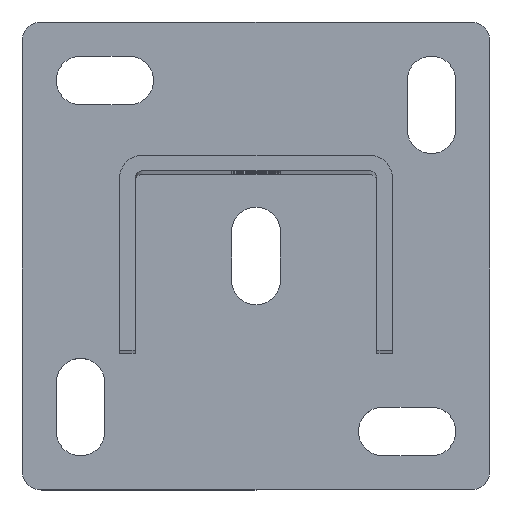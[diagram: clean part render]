
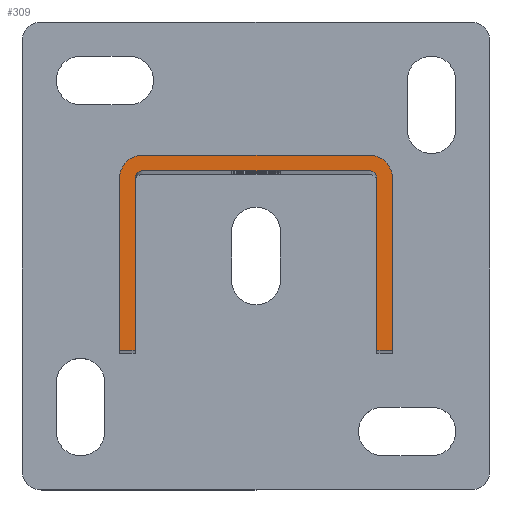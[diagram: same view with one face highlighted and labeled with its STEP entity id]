
A CAD part, top view. The second image highlights one B-rep face of the part: STEP entity #309.
In plain terms, the highlighted planar face has unit normal (0, 0, 1).
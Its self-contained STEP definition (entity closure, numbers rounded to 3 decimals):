
#9 = CARTESIAN_POINT ( 'NONE',  ( 35., 19., 508. ) ) ;
#36 = AXIS2_PLACEMENT_3D ( 'NONE', #1857, #5507, #4839 ) ;
#156 = LINE ( 'NONE', #2235, #3149 ) ;
#167 = EDGE_CURVE ( 'NONE', #2138, #6728, #1289, .T. ) ;
#309 = ADVANCED_FACE ( 'NONE', ( #1335 ), #2477, .F. ) ;
#321 = CARTESIAN_POINT ( 'NONE',  ( -31., 19., 508. ) ) ;
#368 = EDGE_LOOP ( 'NONE', ( #5412, #3978, #1784, #4658, #2922, #5270, #2480, #3912, #3179, #939, #6466, #2204 ) ) ;
#392 = CARTESIAN_POINT ( 'NONE',  ( -29., 21., 508. ) ) ;
#393 = LINE ( 'NONE', #1970, #1530 ) ;
#461 = CARTESIAN_POINT ( 'NONE',  ( -31., -25., 508. ) ) ;
#475 = EDGE_CURVE ( 'NONE', #794, #751, #839, .T. ) ;
#551 = CARTESIAN_POINT ( 'NONE',  ( 31., 19., 508. ) ) ;
#751 = VERTEX_POINT ( 'NONE', #3465 ) ;
#794 = VERTEX_POINT ( 'NONE', #6206 ) ;
#839 = CIRCLE ( 'NONE', #2261, 6. ) ;
#939 = ORIENTED_EDGE ( 'NONE', *, *, #6634, .T. ) ;
#955 = AXIS2_PLACEMENT_3D ( 'NONE', #4073, #4581, #1446 ) ;
#1037 = LINE ( 'NONE', #3671, #2176 ) ;
#1096 = DIRECTION ( 'NONE',  ( 0., -1., 0. ) ) ;
#1125 = VERTEX_POINT ( 'NONE', #1495 ) ;
#1289 = CIRCLE ( 'NONE', #3915, 2. ) ;
#1335 = FACE_OUTER_BOUND ( 'NONE', #368, .T. ) ;
#1366 = CARTESIAN_POINT ( 'NONE',  ( -29., 19., 508. ) ) ;
#1405 = DIRECTION ( 'NONE',  ( 1., 0., 0. ) ) ;
#1446 = DIRECTION ( 'NONE',  ( -1., 0., 0. ) ) ;
#1495 = CARTESIAN_POINT ( 'NONE',  ( 31., -25., 508. ) ) ;
#1530 = VECTOR ( 'NONE', #6727, 1000. ) ;
#1596 = EDGE_CURVE ( 'NONE', #3820, #6085, #156, .T. ) ;
#1722 = VERTEX_POINT ( 'NONE', #2905 ) ;
#1765 = VERTEX_POINT ( 'NONE', #321 ) ;
#1780 = EDGE_CURVE ( 'NONE', #1722, #794, #393, .T. ) ;
#1784 = ORIENTED_EDGE ( 'NONE', *, *, #6659, .F. ) ;
#1857 = CARTESIAN_POINT ( 'NONE',  ( -29., 19., 508. ) ) ;
#1865 = LINE ( 'NONE', #6546, #6425 ) ;
#1970 = CARTESIAN_POINT ( 'NONE',  ( -29., 25., 508. ) ) ;
#1978 = VECTOR ( 'NONE', #2551, 1000. ) ;
#2031 = EDGE_CURVE ( 'NONE', #6085, #6461, #3703, .T. ) ;
#2138 = VERTEX_POINT ( 'NONE', #2325 ) ;
#2176 = VECTOR ( 'NONE', #1096, 1000. ) ;
#2204 = ORIENTED_EDGE ( 'NONE', *, *, #167, .T. ) ;
#2235 = CARTESIAN_POINT ( 'NONE',  ( -31., -25., 508. ) ) ;
#2261 = AXIS2_PLACEMENT_3D ( 'NONE', #3578, #2995, #6070 ) ;
#2264 = DIRECTION ( 'NONE',  ( 1., 0., 0. ) ) ;
#2269 = VECTOR ( 'NONE', #5382, 1000. ) ;
#2325 = CARTESIAN_POINT ( 'NONE',  ( 29., 21., 508. ) ) ;
#2477 = PLANE ( 'NONE',  #955 ) ;
#2480 = ORIENTED_EDGE ( 'NONE', *, *, #2031, .F. ) ;
#2551 = DIRECTION ( 'NONE',  ( 0., 1., 0. ) ) ;
#2865 = CIRCLE ( 'NONE', #36, 6. ) ;
#2905 = CARTESIAN_POINT ( 'NONE',  ( -29., 25., 508. ) ) ;
#2922 = ORIENTED_EDGE ( 'NONE', *, *, #1780, .F. ) ;
#2995 = DIRECTION ( 'NONE',  ( 0., 0., -1. ) ) ;
#3149 = VECTOR ( 'NONE', #4236, 1000. ) ;
#3179 = ORIENTED_EDGE ( 'NONE', *, *, #5406, .T. ) ;
#3256 = DIRECTION ( 'NONE',  ( 0., 0., -1. ) ) ;
#3344 = CARTESIAN_POINT ( 'NONE',  ( -35., -25., 508. ) ) ;
#3397 = VERTEX_POINT ( 'NONE', #392 ) ;
#3437 = CARTESIAN_POINT ( 'NONE',  ( 35., -25., 508. ) ) ;
#3465 = CARTESIAN_POINT ( 'NONE',  ( 35., 19., 508. ) ) ;
#3527 = EDGE_CURVE ( 'NONE', #4385, #1125, #1865, .T. ) ;
#3541 = DIRECTION ( 'NONE',  ( 0., 0., -1. ) ) ;
#3545 = VECTOR ( 'NONE', #5595, 1000. ) ;
#3578 = CARTESIAN_POINT ( 'NONE',  ( 29., 19., 508. ) ) ;
#3671 = CARTESIAN_POINT ( 'NONE',  ( 31., 19., 508. ) ) ;
#3703 = LINE ( 'NONE', #5800, #6333 ) ;
#3811 = EDGE_CURVE ( 'NONE', #3397, #2138, #5252, .T. ) ;
#3820 = VERTEX_POINT ( 'NONE', #4209 ) ;
#3912 = ORIENTED_EDGE ( 'NONE', *, *, #1596, .F. ) ;
#3915 = AXIS2_PLACEMENT_3D ( 'NONE', #6447, #3256, #2264 ) ;
#3960 = DIRECTION ( 'NONE',  ( -1., 0., 0. ) ) ;
#3978 = ORIENTED_EDGE ( 'NONE', *, *, #3527, .F. ) ;
#4073 = CARTESIAN_POINT ( 'NONE',  ( 29., 19., 508. ) ) ;
#4187 = EDGE_CURVE ( 'NONE', #6728, #1125, #1037, .T. ) ;
#4209 = CARTESIAN_POINT ( 'NONE',  ( -31., -25., 508. ) ) ;
#4236 = DIRECTION ( 'NONE',  ( -1., 0., 0. ) ) ;
#4385 = VERTEX_POINT ( 'NONE', #3437 ) ;
#4581 = DIRECTION ( 'NONE',  ( 0., 0., -1. ) ) ;
#4595 = CARTESIAN_POINT ( 'NONE',  ( -35., 19., 508. ) ) ;
#4658 = ORIENTED_EDGE ( 'NONE', *, *, #475, .F. ) ;
#4839 = DIRECTION ( 'NONE',  ( -1., 0., 0. ) ) ;
#5252 = LINE ( 'NONE', #5283, #2269 ) ;
#5270 = ORIENTED_EDGE ( 'NONE', *, *, #6104, .F. ) ;
#5283 = CARTESIAN_POINT ( 'NONE',  ( -29., 21., 508. ) ) ;
#5382 = DIRECTION ( 'NONE',  ( 1., 0., 0. ) ) ;
#5406 = EDGE_CURVE ( 'NONE', #3820, #1765, #6182, .T. ) ;
#5412 = ORIENTED_EDGE ( 'NONE', *, *, #4187, .T. ) ;
#5507 = DIRECTION ( 'NONE',  ( 0., 0., -1. ) ) ;
#5595 = DIRECTION ( 'NONE',  ( 0., -1., 0. ) ) ;
#5800 = CARTESIAN_POINT ( 'NONE',  ( -35., -25., 508. ) ) ;
#5825 = CIRCLE ( 'NONE', #6169, 2. ) ;
#5832 = DIRECTION ( 'NONE',  ( 0., 1., 0. ) ) ;
#6070 = DIRECTION ( 'NONE',  ( -1., 0., 0. ) ) ;
#6085 = VERTEX_POINT ( 'NONE', #3344 ) ;
#6104 = EDGE_CURVE ( 'NONE', #6461, #1722, #2865, .T. ) ;
#6140 = LINE ( 'NONE', #9, #3545 ) ;
#6169 = AXIS2_PLACEMENT_3D ( 'NONE', #1366, #3541, #1405 ) ;
#6182 = LINE ( 'NONE', #461, #1978 ) ;
#6206 = CARTESIAN_POINT ( 'NONE',  ( 29., 25., 508. ) ) ;
#6333 = VECTOR ( 'NONE', #5832, 1000. ) ;
#6425 = VECTOR ( 'NONE', #3960, 1000. ) ;
#6447 = CARTESIAN_POINT ( 'NONE',  ( 29., 19., 508. ) ) ;
#6461 = VERTEX_POINT ( 'NONE', #4595 ) ;
#6466 = ORIENTED_EDGE ( 'NONE', *, *, #3811, .T. ) ;
#6546 = CARTESIAN_POINT ( 'NONE',  ( 35., -25., 508. ) ) ;
#6634 = EDGE_CURVE ( 'NONE', #1765, #3397, #5825, .T. ) ;
#6659 = EDGE_CURVE ( 'NONE', #751, #4385, #6140, .T. ) ;
#6727 = DIRECTION ( 'NONE',  ( 1., 0., 0. ) ) ;
#6728 = VERTEX_POINT ( 'NONE', #551 ) ;
